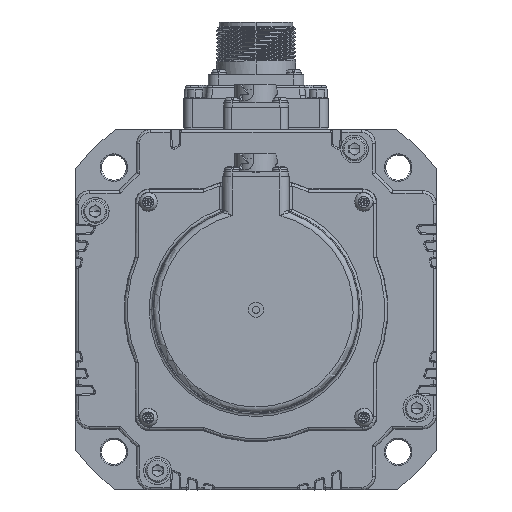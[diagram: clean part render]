
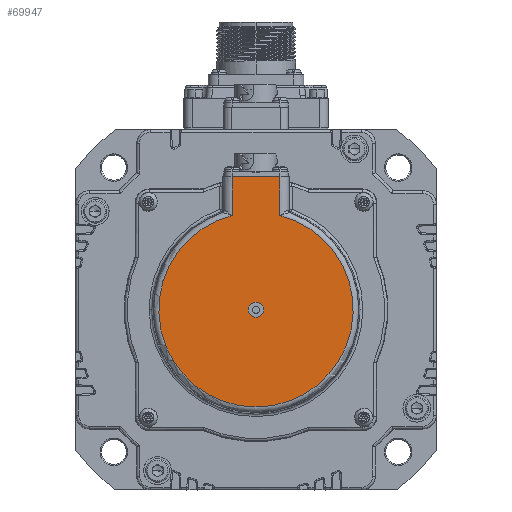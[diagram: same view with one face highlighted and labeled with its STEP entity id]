
A CAD part, front view. The second image highlights one B-rep face of the part: STEP entity #69947.
In plain terms, the highlighted planar face has unit normal (0, -1, 0).
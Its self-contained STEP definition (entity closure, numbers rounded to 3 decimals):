
#67573=CARTESIAN_POINT('',(-8.617,-47.4,-17.));
#67574=VERTEX_POINT('',#67573);
#67582=CARTESIAN_POINT('',(8.617,-47.4,-17.));
#67583=VERTEX_POINT('',#67582);
#67584=CARTESIAN_POINT('',(-8.617,-47.4,-17.));
#67585=DIRECTION('',(1.,0.,0.));
#67586=VECTOR('',#67585,17.234);
#67587=LINE('',#67584,#67586);
#67588=EDGE_CURVE('',#67574,#67583,#67587,.T.);
#69878=CARTESIAN_POINT('',(-8.617,-47.4,-31.02));
#69879=VERTEX_POINT('',#69878);
#69901=CARTESIAN_POINT('',(-8.617,-47.4,-31.02));
#69902=DIRECTION('',(0.,0.,1.));
#69903=VECTOR('',#69902,14.02);
#69904=LINE('',#69901,#69903);
#69905=EDGE_CURVE('',#69879,#67574,#69904,.T.);
#69912=CARTESIAN_POINT('',(0.,-47.4,-58.528));
#69913=DIRECTION('',(0.,0.,-1.));
#69914=DIRECTION('',(0.,-1.,0.));
#69915=AXIS2_PLACEMENT_3D('',#69912,#69914,#69913);
#69916=PLANE('',#69915);
#69917=CARTESIAN_POINT('',(8.617,-47.4,-31.02));
#69918=VERTEX_POINT('',#69917);
#69919=CARTESIAN_POINT('',(0.,-47.4,-65.));
#69920=DIRECTION('',(-0.246,0.,0.969));
#69921=DIRECTION('',(0.,-1.,0.));
#69922=AXIS2_PLACEMENT_3D('',#69919,#69921,#69920);
#69923=CIRCLE('',#69922,35.056);
#69924=EDGE_CURVE('',#69879,#69918,#69923,.T.);
#69925=ORIENTED_EDGE('',*,*,#69924,.T.);
#69926=CARTESIAN_POINT('',(8.617,-47.4,-17.));
#69927=DIRECTION('',(0.,0.,-1.));
#69928=VECTOR('',#69927,14.02);
#69929=LINE('',#69926,#69928);
#69930=EDGE_CURVE('',#67583,#69918,#69929,.T.);
#69931=ORIENTED_EDGE('',*,*,#69930,.F.);
#69932=ORIENTED_EDGE('',*,*,#67588,.F.);
#69933=ORIENTED_EDGE('',*,*,#69905,.F.);
#69934=EDGE_LOOP('',(#69925,#69931,#69932,#69933));
#69935=FACE_OUTER_BOUND('',#69934,.T.);
#69936=CARTESIAN_POINT('',(0.,-47.4,-67.75));
#69937=VERTEX_POINT('',#69936);
#69938=CARTESIAN_POINT('',(0.,-47.4,-65.));
#69939=DIRECTION('',(0.,0.,-1.));
#69940=DIRECTION('',(0.,-1.,0.));
#69941=AXIS2_PLACEMENT_3D('',#69938,#69940,#69939);
#69942=CIRCLE('',#69941,2.75);
#69943=EDGE_CURVE('',#69937,#69937,#69942,.T.);
#69944=ORIENTED_EDGE('',*,*,#69943,.F.);
#69945=EDGE_LOOP('',(#69944));
#69946=FACE_BOUND('',#69945,.T.);
#69947=ADVANCED_FACE('',(#69935,#69946),#69916,.T.);
